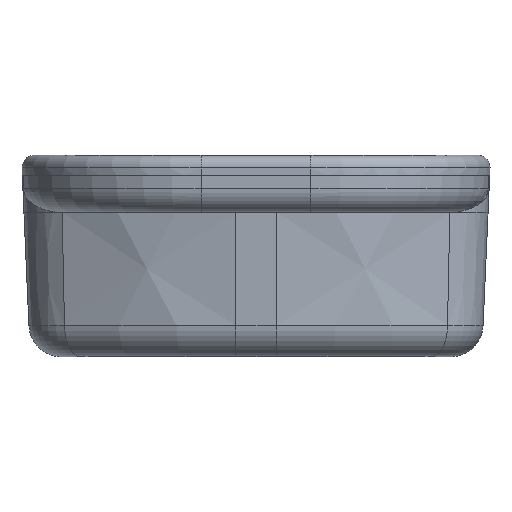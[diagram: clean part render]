
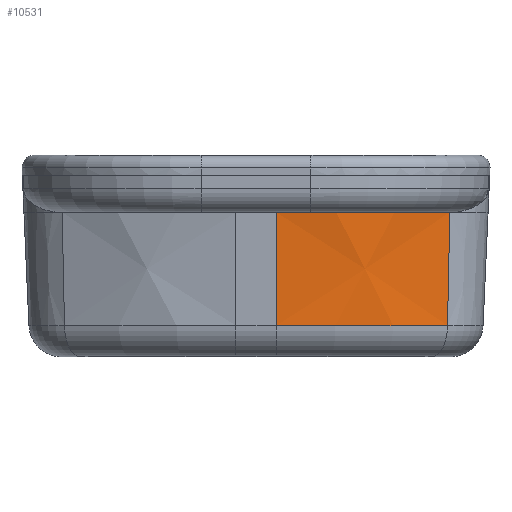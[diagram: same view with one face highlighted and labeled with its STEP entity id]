
A CAD part, front view. The second image highlights one B-rep face of the part: STEP entity #10531.
In plain terms, the highlighted conical face has half-angle 2.5 degrees and reference radius 44.933 mm.
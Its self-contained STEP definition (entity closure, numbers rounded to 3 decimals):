
#493 = LINE ( 'NONE', #7352, #3295 ) ;
#1007 = ORIENTED_EDGE ( 'NONE', *, *, #6320, .T. ) ;
#1225 = EDGE_CURVE ( 'NONE', #7557, #2492, #8599, .T. ) ;
#1255 = EDGE_CURVE ( 'NONE', #7557, #9561, #493, .T. ) ;
#1550 = DIRECTION ( 'NONE',  ( 0., 1., 0. ) ) ;
#1593 = CARTESIAN_POINT ( 'NONE',  ( 2.475, 45.641, 13.986 ) ) ;
#1959 = CARTESIAN_POINT ( 'NONE',  ( 2.475, 1.315, 13.986 ) ) ;
#2024 = EDGE_CURVE ( 'NONE', #13205, #9561, #6932, .T. ) ;
#2492 = VERTEX_POINT ( 'NONE', #8857 ) ;
#2793 = CARTESIAN_POINT ( 'NONE',  ( 23.806, 40.862, 0.062 ) ) ;
#3295 = VECTOR ( 'NONE', #10428, 1000. ) ;
#3591 = CARTESIAN_POINT ( 'NONE',  ( 23.806, 40.862, 0.062 ) ) ;
#3712 = CARTESIAN_POINT ( 'NONE',  ( 2.475, 1.315, 0.062 ) ) ;
#3880 = DIRECTION ( 'NONE',  ( 0.021, 0.038, -0.999 ) ) ;
#4776 = DIRECTION ( 'NONE',  ( 0., -1., 0. ) ) ;
#5009 = AXIS2_PLACEMENT_3D ( 'NONE', #11845, #7687, #11028 ) ;
#5571 = LINE ( 'NONE', #2793, #13626 ) ;
#6320 = EDGE_CURVE ( 'NONE', #2492, #13205, #5571, .T. ) ;
#6932 = CIRCLE ( 'NONE', #10595, 44.933 ) ;
#7352 = CARTESIAN_POINT ( 'NONE',  ( 2.475, 46.249, 0.062 ) ) ;
#7557 = VERTEX_POINT ( 'NONE', #1593 ) ;
#7687 = DIRECTION ( 'NONE',  ( 0., 0., -1. ) ) ;
#8332 = FACE_OUTER_BOUND ( 'NONE', #12690, .T. ) ;
#8599 = CIRCLE ( 'NONE', #11891, 44.325 ) ;
#8655 = ORIENTED_EDGE ( 'NONE', *, *, #1225, .T. ) ;
#8857 = CARTESIAN_POINT ( 'NONE',  ( 23.518, 40.327, 13.986 ) ) ;
#9561 = VERTEX_POINT ( 'NONE', #12664 ) ;
#10428 = DIRECTION ( 'NONE',  ( 0., 0.044, -0.999 ) ) ;
#10448 = CONICAL_SURFACE ( 'NONE', #5009, 44.933, 0.044 ) ;
#10531 = ADVANCED_FACE ( 'NONE', ( #8332 ), #10448, .T. ) ;
#10595 = AXIS2_PLACEMENT_3D ( 'NONE', #3712, #11076, #4776 ) ;
#11028 = DIRECTION ( 'NONE',  ( 0., -1., 0. ) ) ;
#11044 = ORIENTED_EDGE ( 'NONE', *, *, #1255, .F. ) ;
#11076 = DIRECTION ( 'NONE',  ( 0., 0., 1. ) ) ;
#11464 = DIRECTION ( 'NONE',  ( 0., 0., -1. ) ) ;
#11845 = CARTESIAN_POINT ( 'NONE',  ( 2.475, 1.315, 0.062 ) ) ;
#11891 = AXIS2_PLACEMENT_3D ( 'NONE', #1959, #11464, #1550 ) ;
#12409 = ORIENTED_EDGE ( 'NONE', *, *, #2024, .T. ) ;
#12664 = CARTESIAN_POINT ( 'NONE',  ( 2.475, 46.249, 0.062 ) ) ;
#12690 = EDGE_LOOP ( 'NONE', ( #1007, #12409, #11044, #8655 ) ) ;
#13205 = VERTEX_POINT ( 'NONE', #3591 ) ;
#13626 = VECTOR ( 'NONE', #3880, 1000. ) ;
